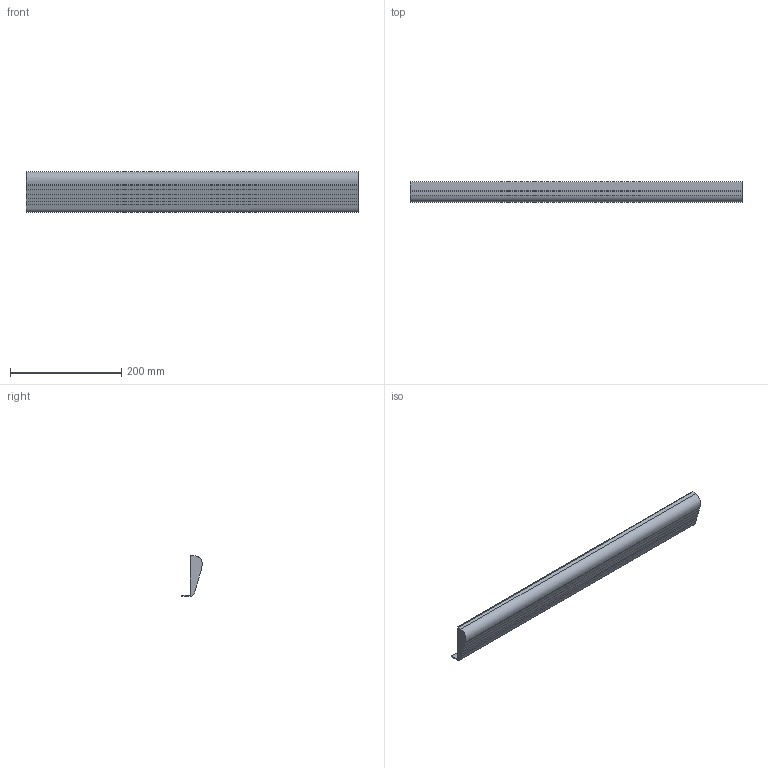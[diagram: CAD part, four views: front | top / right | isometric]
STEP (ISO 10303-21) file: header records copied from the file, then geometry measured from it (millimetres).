
FILE_DESCRIPTION(/* description */ (''),/* implementation_level */ '2;1');
FILE_NAME(/* name */ 'Front-Rounding.step',/* time_stamp */ '2025-12-01T21:00:20+01:00',/* author */ (''),/* organization */ (''),/* preprocessor_version */ 'ST-DEVELOPER v20.1',/* originating_system */ 'Autodesk Translation Framework v14.17.0.0',/* authorisation */ '');
FILE_SCHEMA (('AUTOMOTIVE_DESIGN { 1 0 10303 214 3 1 1 }'));
Length unit declared in the file: millimetre
Products named in the file (2): PreSonus StudioLive_16.0.2; front-3dprint-rounding
Assembly tree (1 placements, depth 2):
  PreSonus StudioLive_16.0.2
    front-3dprint-rounding
Bounding box: 595.95 x 36.68 x 73.46 mm (x, y, z)
Volume: 655286.8 mm3; surface area: 120145 mm2
Topology: 1 solids, 1 shells, 19 faces, 51 edges, 34 vertices
Faces by surface type: plane 11, bspline 7, cylinder 1
Entity records: 1724 total; most frequent: CARTESIAN_POINT 1233, ORIENTED_EDGE 102, DIRECTION 69, EDGE_CURVE 51, LINE 35, VECTOR 35, VERTEX_POINT 34, FACE_OUTER_BOUND 19
